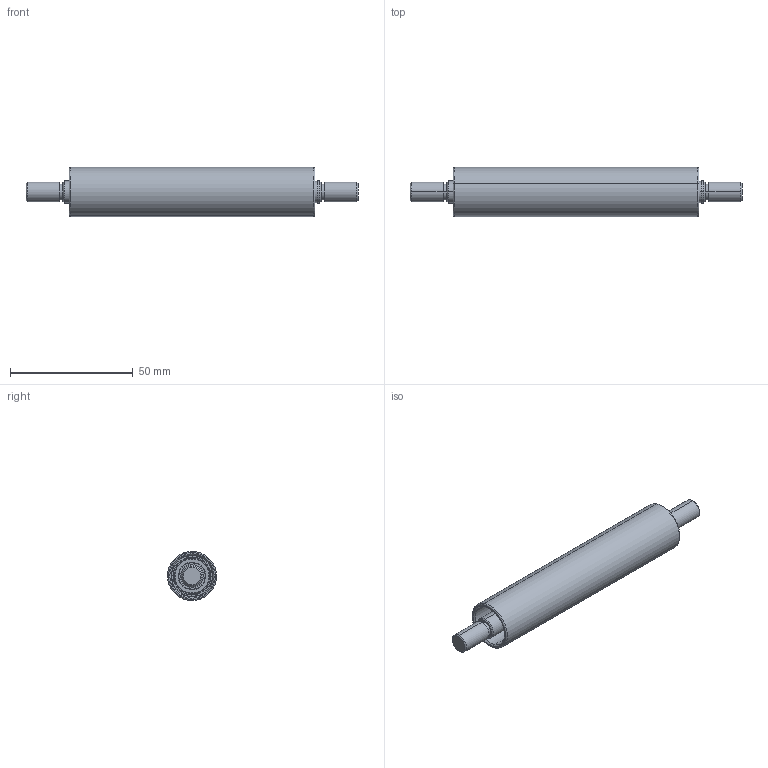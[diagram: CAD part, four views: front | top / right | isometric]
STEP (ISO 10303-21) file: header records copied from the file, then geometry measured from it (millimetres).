
FILE_DESCRIPTION (( 'STEP AP203' ), '1' );
FILE_NAME ('5261.STEP', '2025-06-17T14:43:57', ( '' ), ( '' ), 'SwSTEP 2.0', 'SolidWorks 2024', '' );
FILE_SCHEMA (( 'CONFIG_CONTROL_DESIGN' ));
Length unit declared in the file: millimetre
Products named in the file (9): 628_9-2z_05; 50112; 5261; 628_9-2z_01; 628_9-2z_03; 628_9-2z; 628_9-2z_02; 70104; 628_9-2z_04
Assembly tree (9 placements, depth 3):
  5261
    50112
    70104
    628_9-2z  x2
      628_9-2z_01
      628_9-2z_02
      628_9-2z_03
      628_9-2z_04
      628_9-2z_05
Bounding box: 135 x 20 x 20 mm (x, y, z)
Volume: 24383.2 mm3; surface area: 18476.5 mm2
Topology: 12 solids, 12 shells, 346 faces, 856 edges, 558 vertices
Faces by surface type: torus 104, cylinder 94, cone 56, plane 48, sphere 44
Entity records: 6845 total; most frequent: CARTESIAN_POINT 1163, DIRECTION 1128, ORIENTED_EDGE 876, AXIS2_PLACEMENT_3D 515, EDGE_CURVE 438, CIRCLE 296, VERTEX_POINT 286, EDGE_LOOP 258
